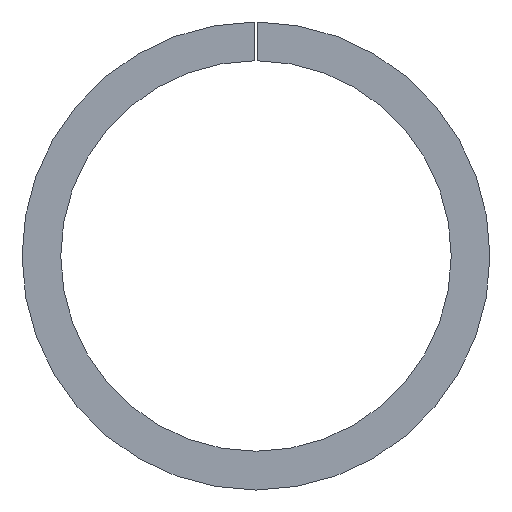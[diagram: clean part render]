
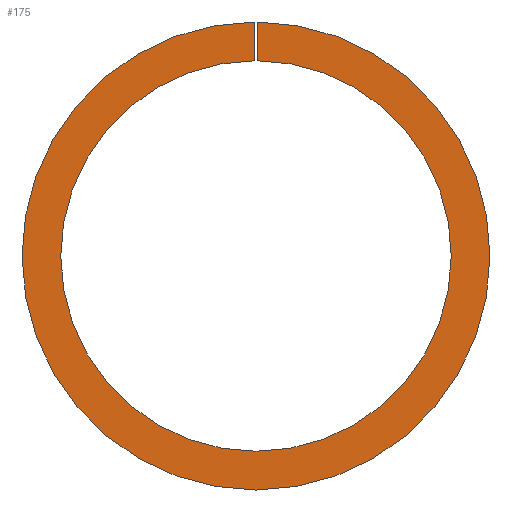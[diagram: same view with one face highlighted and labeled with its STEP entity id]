
A CAD part, front view. The second image highlights one B-rep face of the part: STEP entity #175.
In plain terms, the highlighted planar face has unit normal (0, -1, 0).
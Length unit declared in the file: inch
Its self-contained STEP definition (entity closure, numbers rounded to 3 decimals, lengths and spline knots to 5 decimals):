
#24=CARTESIAN_POINT('',(0.002,-3.,0.3745));
#25=VERTEX_POINT('',#24);
#26=CARTESIAN_POINT('',(-0.002,-3.,0.3745));
#27=VERTEX_POINT('',#26);
#28=CARTESIAN_POINT('',(0.,-3.,0.));
#29=DIRECTION('',(0.,1.,0.));
#30=DIRECTION('',(0.,0.,1.));
#31=AXIS2_PLACEMENT_3D('',#28,#29,#30);
#32=CIRCLE('',#31,0.3745);
#33=EDGE_CURVE('',#25,#27,#32,.T.);
#74=CARTESIAN_POINT('',(0.002,-3.,0.3125));
#75=VERTEX_POINT('',#74);
#82=CARTESIAN_POINT('',(0.002,-3.,0.3125));
#83=DIRECTION('',(0.,0.,1.));
#84=VECTOR('',#83,1.);
#85=LINE('',#82,#84);
#86=EDGE_CURVE('',#75,#25,#85,.T.);
#106=CARTESIAN_POINT('',(-0.002,-3.,0.3125));
#107=VERTEX_POINT('',#106);
#114=CARTESIAN_POINT('',(0.,-3.,0.));
#115=DIRECTION('',(0.,-1.,0.));
#116=DIRECTION('',(0.,0.,1.));
#117=AXIS2_PLACEMENT_3D('',#114,#115,#116);
#118=CIRCLE('',#117,0.3125);
#119=EDGE_CURVE('',#107,#75,#118,.T.);
#130=CARTESIAN_POINT('',(-0.002,-3.,0.3125));
#131=DIRECTION('',(0.,0.,-1.));
#132=VECTOR('',#131,1.);
#133=LINE('',#130,#132);
#134=EDGE_CURVE('',#27,#107,#133,.T.);
#164=ORIENTED_EDGE('',*,*,#86,.F.);
#165=ORIENTED_EDGE('',*,*,#119,.F.);
#166=ORIENTED_EDGE('',*,*,#134,.F.);
#167=ORIENTED_EDGE('',*,*,#33,.F.);
#168=EDGE_LOOP('',(#164,#165,#166,#167));
#169=FACE_OUTER_BOUND('',#168,.T.);
#170=CARTESIAN_POINT('',(-0.002,-3.,0.33186));
#171=DIRECTION('',(0.,1.,0.));
#172=DIRECTION('',(0.,0.,-1.));
#173=AXIS2_PLACEMENT_3D('',#170,#171,#172);
#174=PLANE('',#173);
#175=ADVANCED_FACE('',(#169),#174,.F.);
